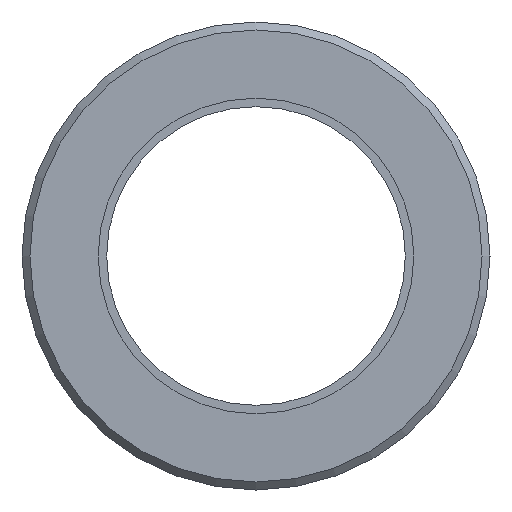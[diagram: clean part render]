
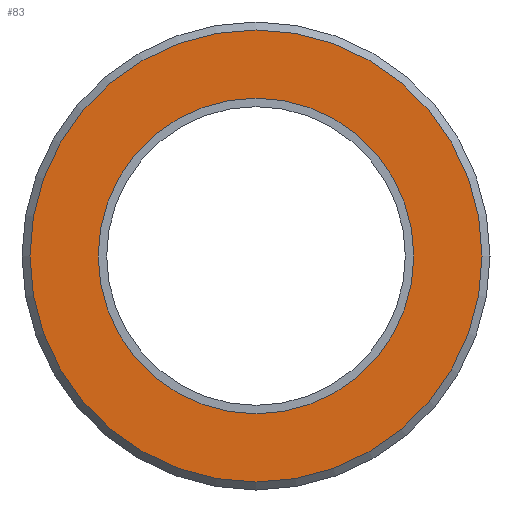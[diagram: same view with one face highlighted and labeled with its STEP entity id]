
A CAD part, left-side view. The second image highlights one B-rep face of the part: STEP entity #83.
In plain terms, the highlighted face is planar.
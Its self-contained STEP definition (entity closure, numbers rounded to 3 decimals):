
#83 = ADVANCED_FACE( '', ( #172, #173 ), #174, .T. );
#172 = FACE_OUTER_BOUND( '', #274, .T. );
#173 = FACE_BOUND( '', #275, .T. );
#174 = PLANE( '', #276 );
#274 = EDGE_LOOP( '', ( #378 ) );
#275 = EDGE_LOOP( '', ( #379 ) );
#276 = AXIS2_PLACEMENT_3D( '', #380, #381, #382 );
#378 = ORIENTED_EDGE( '', *, *, #489, .T. );
#379 = ORIENTED_EDGE( '', *, *, #490, .F. );
#380 = CARTESIAN_POINT( '', ( 123., 15.85, 0. ) );
#381 = DIRECTION( '', ( 1., 0., 0. ) );
#382 = DIRECTION( '', ( 0., 0., -1. ) );
#489 = EDGE_CURVE( '', #546, #546, #547, .T. );
#490 = EDGE_CURVE( '', #548, #548, #549, .T. );
#546 = VERTEX_POINT( '', #612 );
#547 = CIRCLE( '', #613, 22.7 );
#548 = VERTEX_POINT( '', #614 );
#549 = CIRCLE( '', #615, 15.85 );
#612 = CARTESIAN_POINT( '', ( 123., 0., -22.7 ) );
#613 = AXIS2_PLACEMENT_3D( '', #683, #684, #685 );
#614 = CARTESIAN_POINT( '', ( 123., 0., -15.85 ) );
#615 = AXIS2_PLACEMENT_3D( '', #686, #687, #688 );
#683 = CARTESIAN_POINT( '', ( 123., 0., 0. ) );
#684 = DIRECTION( '', ( 1., 0., 0. ) );
#685 = DIRECTION( '', ( 0., 0., -1. ) );
#686 = CARTESIAN_POINT( '', ( 123., 0., 0. ) );
#687 = DIRECTION( '', ( 1., 0., 0. ) );
#688 = DIRECTION( '', ( 0., 0., -1. ) );
